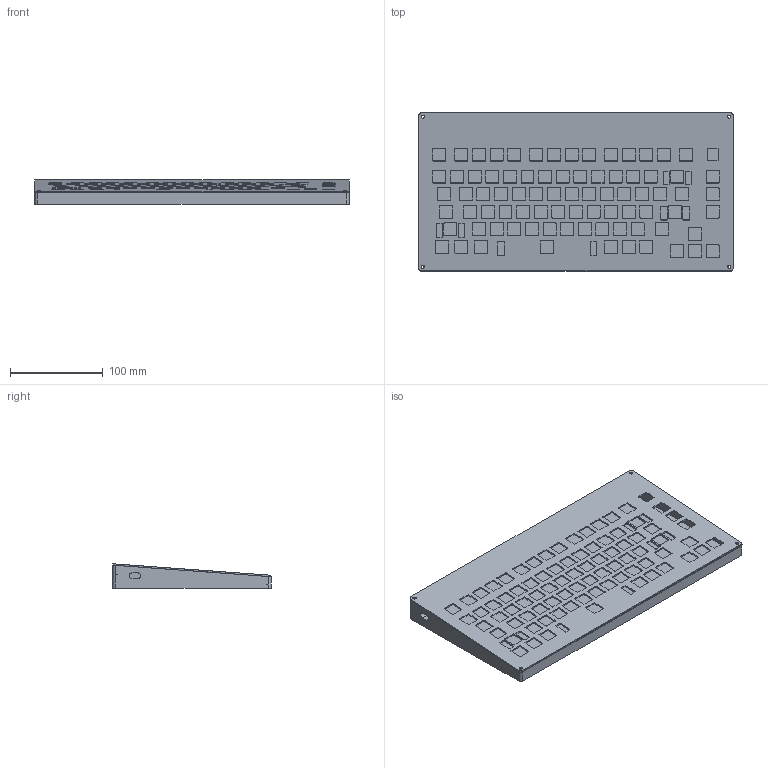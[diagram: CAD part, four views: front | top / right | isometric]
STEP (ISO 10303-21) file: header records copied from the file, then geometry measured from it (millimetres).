
FILE_DESCRIPTION(/* description */ ('STEP AP242','CAx-IF Rec.Pracs.---Representation and Presentation of Product Manufacturing Information (PMI)---4.0---2014-10-13','CAx-IF Rec.Pracs.---3D Tessellated Geometry---0.4---2014-09-14','2;1'),/* implementation_level */ '2;1');
FILE_NAME(/* name */ '688ba38a2d96e6706e682d88',/* time_stamp */ '2025-07-31T17:10:35Z',/* author */ (''),/* organization */ (''),/* preprocessor_version */ 'ST-DEVELOPER v20',/* originating_system */ 'ONSHAPE BY PTC INC, 1.201',/* authorisation */ ' ');
FILE_SCHEMA (('AP242_MANAGED_MODEL_BASED_3D_ENGINEERING_MIM_LF { 1 0 10303 442 1 1 4 }'));
Length unit declared in the file: metre
Products named in the file (3): Assembly_noPCB; Part 1
Assembly tree (2 placements, depth 2):
  Assembly_noPCB
    Part 1
    Part 1
Bounding box: 339.75 x 171.4 x 26.39 mm (x, y, z)
Volume: 343540.4 mm3; surface area: 243297.9 mm2
Topology: 2 solids, 2 shells, 774 faces, 2299 edges, 1534 vertices
Faces by surface type: plane 390, cylinder 384
Full cylindrical faces by diameter (mm): 3.4 x8, 6 x4
Entity records: 26516 total; most frequent: DIRECTION 4607, CARTESIAN_POINT 4590, ORIENTED_EDGE 4566, EDGE_CURVE 2283, AXIS2_PLACEMENT_3D 1547, VERTEX_POINT 1530, LINE 1513, VECTOR 1513
